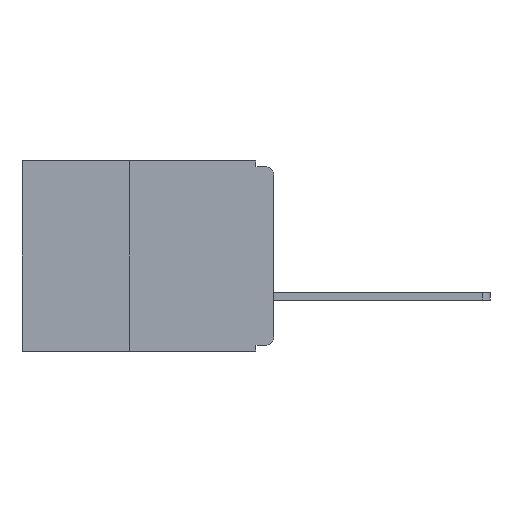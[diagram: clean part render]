
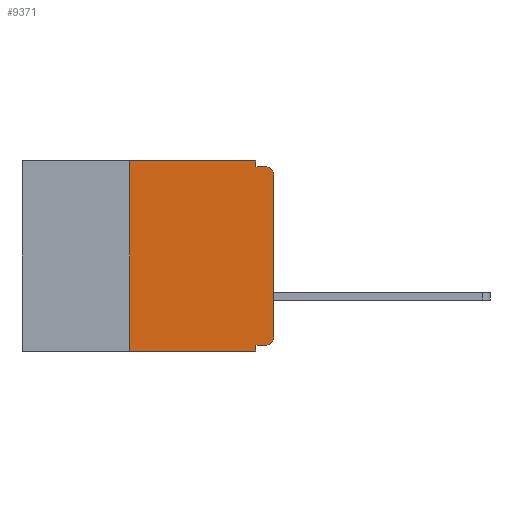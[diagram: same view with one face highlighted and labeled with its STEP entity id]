
A CAD part, left-side view. The second image highlights one B-rep face of the part: STEP entity #9371.
In plain terms, the highlighted planar face has unit normal (-1, 0, 0).
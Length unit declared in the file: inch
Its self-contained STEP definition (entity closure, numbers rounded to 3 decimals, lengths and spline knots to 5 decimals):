
#25 = VERTEX_POINT ( 'NONE', #3633 ) ;
#817 = EDGE_CURVE ( 'NONE', #7545, #1134, #29441, .T. ) ;
#1134 = VERTEX_POINT ( 'NONE', #17164 ) ;
#1276 = CARTESIAN_POINT ( 'NONE',  ( 0., 0.015, -0.025 ) ) ;
#2033 = ORIENTED_EDGE ( 'NONE', *, *, #28157, .T. ) ;
#2452 = CARTESIAN_POINT ( 'NONE',  ( 0., 0.437, -0.33 ) ) ;
#2564 = CIRCLE ( 'NONE', #8673, 0.015 ) ;
#3394 = VECTOR ( 'NONE', #11073, 39.37008 ) ;
#3580 = LINE ( 'NONE', #11869, #28828 ) ;
#3633 = CARTESIAN_POINT ( 'NONE',  ( 0., 0.015, -0.32 ) ) ;
#3871 = DIRECTION ( 'NONE',  ( 0., 0., -1. ) ) ;
#3928 = DIRECTION ( 'NONE',  ( 0., 0., -1. ) ) ;
#4393 = VERTEX_POINT ( 'NONE', #12300 ) ;
#5708 = DIRECTION ( 'NONE',  ( 0., -1., 0. ) ) ;
#5731 = CARTESIAN_POINT ( 'NONE',  ( 0., 0.437, 0. ) ) ;
#6056 = ORIENTED_EDGE ( 'NONE', *, *, #30549, .F. ) ;
#6338 = CARTESIAN_POINT ( 'NONE',  ( 0., 0.031, -0.33 ) ) ;
#6650 = EDGE_CURVE ( 'NONE', #25, #4393, #3580, .T. ) ;
#6952 = CARTESIAN_POINT ( 'NONE',  ( 0., 0., -0.025 ) ) ;
#6996 = EDGE_CURVE ( 'NONE', #11387, #25240, #31183, .T. ) ;
#7545 = VERTEX_POINT ( 'NONE', #21312 ) ;
#7596 = CARTESIAN_POINT ( 'NONE',  ( 0., 0.25, -0.33 ) ) ;
#8578 = CARTESIAN_POINT ( 'NONE',  ( 0., 0.031, 0. ) ) ;
#8599 = VECTOR ( 'NONE', #22742, 39.37008 ) ;
#8673 = AXIS2_PLACEMENT_3D ( 'NONE', #12618, #30162, #15164 ) ;
#9361 = DIRECTION ( 'NONE',  ( 0., 0., 1. ) ) ;
#9371 = ADVANCED_FACE ( 'NONE', ( #13529 ), #14039, .F. ) ;
#9765 = CARTESIAN_POINT ( 'NONE',  ( 0., 0.031, -0.33 ) ) ;
#10126 = ORIENTED_EDGE ( 'NONE', *, *, #16172, .F. ) ;
#10478 = AXIS2_PLACEMENT_3D ( 'NONE', #16470, #19110, #3928 ) ;
#11073 = DIRECTION ( 'NONE',  ( 0., -1., 0. ) ) ;
#11138 = DIRECTION ( 'NONE',  ( 0., 0., -1. ) ) ;
#11387 = VERTEX_POINT ( 'NONE', #14445 ) ;
#11435 = VECTOR ( 'NONE', #11138, 39.37008 ) ;
#11581 = DIRECTION ( 'NONE',  ( 0., 1., 0. ) ) ;
#11869 = CARTESIAN_POINT ( 'NONE',  ( 0., 0., -0.32 ) ) ;
#12300 = CARTESIAN_POINT ( 'NONE',  ( 0., 0.031, -0.32 ) ) ;
#12329 = DIRECTION ( 'NONE',  ( 0., 0., -1. ) ) ;
#12618 = CARTESIAN_POINT ( 'NONE',  ( 0., 0.015, -0.305 ) ) ;
#13347 = VECTOR ( 'NONE', #30739, 39.37008 ) ;
#13529 = FACE_OUTER_BOUND ( 'NONE', #19274, .T. ) ;
#14039 = PLANE ( 'NONE',  #10478 ) ;
#14134 = LINE ( 'NONE', #18237, #13347 ) ;
#14445 = CARTESIAN_POINT ( 'NONE',  ( 0., 0.25, 0. ) ) ;
#15164 = DIRECTION ( 'NONE',  ( 0., 0., -1. ) ) ;
#15968 = ORIENTED_EDGE ( 'NONE', *, *, #6650, .F. ) ;
#16172 = EDGE_CURVE ( 'NONE', #25240, #7545, #17325, .T. ) ;
#16470 = CARTESIAN_POINT ( 'NONE',  ( 0., 0.437, 0. ) ) ;
#16684 = EDGE_CURVE ( 'NONE', #25119, #20801, #14134, .T. ) ;
#17164 = CARTESIAN_POINT ( 'NONE',  ( 0., 0.015, -0.01 ) ) ;
#17325 = LINE ( 'NONE', #8578, #11435 ) ;
#18237 = CARTESIAN_POINT ( 'NONE',  ( 0., 0., 0. ) ) ;
#18601 = ORIENTED_EDGE ( 'NONE', *, *, #28185, .T. ) ;
#19053 = DIRECTION ( 'NONE',  ( -1., 0., 0. ) ) ;
#19076 = VECTOR ( 'NONE', #12329, 39.37008 ) ;
#19110 = DIRECTION ( 'NONE',  ( 1., 0., 0. ) ) ;
#19274 = EDGE_LOOP ( 'NONE', ( #23603, #20023, #23879, #10126, #21846, #28128, #18601, #6056, #15968, #2033 ) ) ;
#20023 = ORIENTED_EDGE ( 'NONE', *, *, #24105, .T. ) ;
#20393 = AXIS2_PLACEMENT_3D ( 'NONE', #1276, #19053, #3871 ) ;
#20801 = VERTEX_POINT ( 'NONE', #6952 ) ;
#21093 = CIRCLE ( 'NONE', #20393, 0.015 ) ;
#21222 = LINE ( 'NONE', #2452, #8599 ) ;
#21312 = CARTESIAN_POINT ( 'NONE',  ( 0., 0.031, -0.01 ) ) ;
#21846 = ORIENTED_EDGE ( 'NONE', *, *, #6996, .F. ) ;
#22742 = DIRECTION ( 'NONE',  ( 0., -1., 0. ) ) ;
#23073 = VECTOR ( 'NONE', #9361, 39.37008 ) ;
#23594 = EDGE_CURVE ( 'NONE', #31736, #11387, #24611, .T. ) ;
#23603 = ORIENTED_EDGE ( 'NONE', *, *, #16684, .T. ) ;
#23879 = ORIENTED_EDGE ( 'NONE', *, *, #817, .F. ) ;
#24095 = VERTEX_POINT ( 'NONE', #6338 ) ;
#24105 = EDGE_CURVE ( 'NONE', #20801, #1134, #21093, .T. ) ;
#24508 = VECTOR ( 'NONE', #5708, 39.37008 ) ;
#24611 = LINE ( 'NONE', #29363, #23073 ) ;
#25119 = VERTEX_POINT ( 'NONE', #26883 ) ;
#25240 = VERTEX_POINT ( 'NONE', #32457 ) ;
#26883 = CARTESIAN_POINT ( 'NONE',  ( 0., 0., -0.305 ) ) ;
#28128 = ORIENTED_EDGE ( 'NONE', *, *, #23594, .F. ) ;
#28157 = EDGE_CURVE ( 'NONE', #25, #25119, #2564, .T. ) ;
#28185 = EDGE_CURVE ( 'NONE', #31736, #24095, #21222, .T. ) ;
#28828 = VECTOR ( 'NONE', #11581, 39.37008 ) ;
#29363 = CARTESIAN_POINT ( 'NONE',  ( 0., 0.25, -0.33 ) ) ;
#29441 = LINE ( 'NONE', #30838, #3394 ) ;
#30162 = DIRECTION ( 'NONE',  ( -1., 0., 0. ) ) ;
#30549 = EDGE_CURVE ( 'NONE', #4393, #24095, #32397, .T. ) ;
#30739 = DIRECTION ( 'NONE',  ( 0., 0., 1. ) ) ;
#30838 = CARTESIAN_POINT ( 'NONE',  ( 0., 0., -0.01 ) ) ;
#31183 = LINE ( 'NONE', #5731, #24508 ) ;
#31736 = VERTEX_POINT ( 'NONE', #7596 ) ;
#32397 = LINE ( 'NONE', #9765, #19076 ) ;
#32457 = CARTESIAN_POINT ( 'NONE',  ( 0., 0.031, 0. ) ) ;
